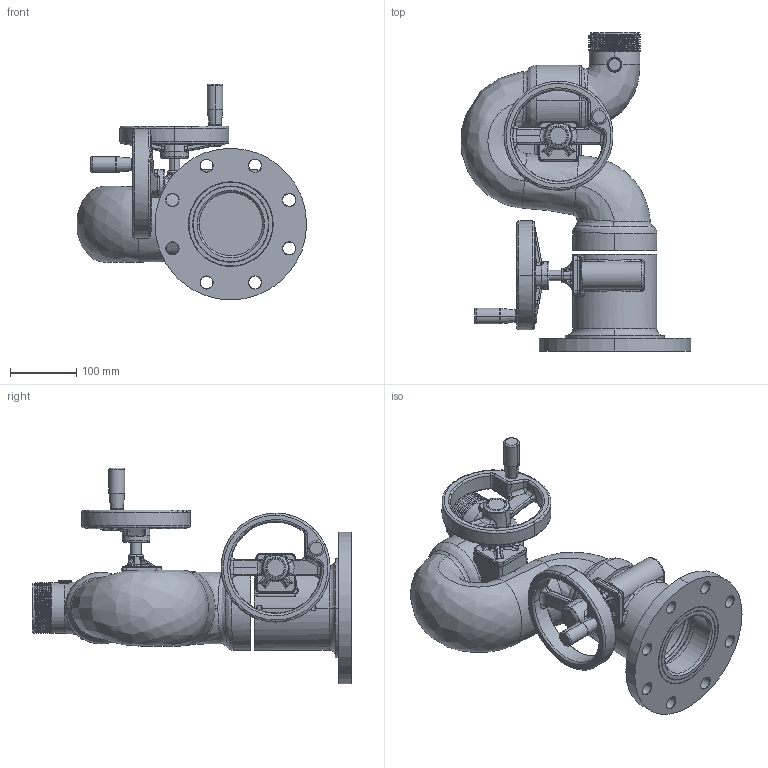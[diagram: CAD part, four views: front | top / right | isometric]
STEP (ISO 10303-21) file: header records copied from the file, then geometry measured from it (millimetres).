
FILE_DESCRIPTION (( 'STEP AP214' ), '1' );
FILE_NAME ('8593-03X_CopperheadDD.STEP', '2010-08-05T22:53:44', ( 'Rick' ), ( '' ), 'SwSTEP 2.0', 'SolidWorks 2010', '' );
FILE_SCHEMA (( 'AUTOMOTIVE_DESIGN' ));
Length unit declared in the file: inch
Products named in the file (13): Main8593-03X_Copperhead_Copy-10NULL; Products.Monitors.8593-03X (Copperhead)-8593-03X (Copperhead)81484001INLET BODY SUBASSEMBLY (8593-03X)60NULL; Products.Monitors.8593-03X (Copperhead)-8593-03X (Copperhead)18216001Body-Inlet (8593-03X)40NULL; Products.Monitors.8593-03X (Copperhead)-8593-03X (Copperhead)17965001BASE-4.0-150# FLG 8593-03X90NULL; Products.Monitors.8593-03 (Copperhead)-8593-03 (Copperhead)28141001Elbow - Discharge 8500-0340NULL; Products.Monitors.8593-03 (Copperhead)-8593-03 (Copperhead)WORM AND HAND WHEEL ASSEMBLY80NULL; Products.Monitors.8593-03 (Copperhead)-8593-03 (Copperhead)10466001ADAPTER - FLANGE BRASS 8593-03 8593-03X30NULL; Products.Monitors.8500-03 (Vulcan)-8500-03 (Vulcan)6565500180NULL; Release-Details 80000 - 8499981019001Handwheel Assy (Brass) 6.50 Dia50NULL; tim-8297(2.0)52018000CAPLUG (PLASTIC)10NULL; Release-Details 35000 - 3999936704001Handle-Spinner (Brass)_10NULL; Release-Details 70000 - 7499971236001HANDWHEEL (BRASS) W .625 BORE20NULL; 8593-03X_CopperheadDD
Assembly tree (13 placements, depth 5):
  8593-03X_CopperheadDD
    Main8593-03X_Copperhead_Copy-10NULL
      Products.Monitors.8593-03 (Copperhead)-8593-03 (Copperhead)WORM AND HAND WHEEL ASSEMBLY80NULL  x2
        Products.Monitors.8593-03 (Copperhead)-8593-03 (Copperhead)10466001ADAPTER - FLANGE BRASS 8593-03 8593-03X30NULL
        Products.Monitors.8500-03 (Vulcan)-8500-03 (Vulcan)6565500180NULL
        Release-Details 80000 - 8499981019001Handwheel Assy (Brass) 6.50 Dia50NULL
          Release-Details 35000 - 3999936704001Handle-Spinner (Brass)_10NULL
          Release-Details 70000 - 7499971236001HANDWHEEL (BRASS) W .625 BORE20NULL
          tim-8297(2.0)52018000CAPLUG (PLASTIC)10NULL
      Products.Monitors.8593-03X (Copperhead)-8593-03X (Copperhead)81484001INLET BODY SUBASSEMBLY (8593-03X)60NULL
        Products.Monitors.8593-03X (Copperhead)-8593-03X (Copperhead)18216001Body-Inlet (8593-03X)40NULL
      Products.Monitors.8593-03X (Copperhead)-8593-03X (Copperhead)17965001BASE-4.0-150# FLG 8593-03X90NULL
      Products.Monitors.8593-03 (Copperhead)-8593-03 (Copperhead)28141001Elbow - Discharge 8500-0340NULL
Bounding box: 345.63 x 480.07 x 325.53 mm (x, y, z)
Volume: 6545784.9 mm3; surface area: 590089.2 mm2
Topology: 13 solids, 13 shells, 918 faces, 2210 edges, 1284 vertices
Faces by surface type: bspline 418, cylinder 204, plane 119, cone 97, torus 79, sphere 1
Entity records: 50180 total; most frequent: CARTESIAN_POINT 30798, ORIENTED_EDGE 2922, DIRECTION 1854, EDGE_CURVE 1461, VERTEX_POINT 878, AXIS2_PLACEMENT_3D 770, B_SPLINE_CURVE_WITH_KNOTS 689, EDGE_LOOP 649
